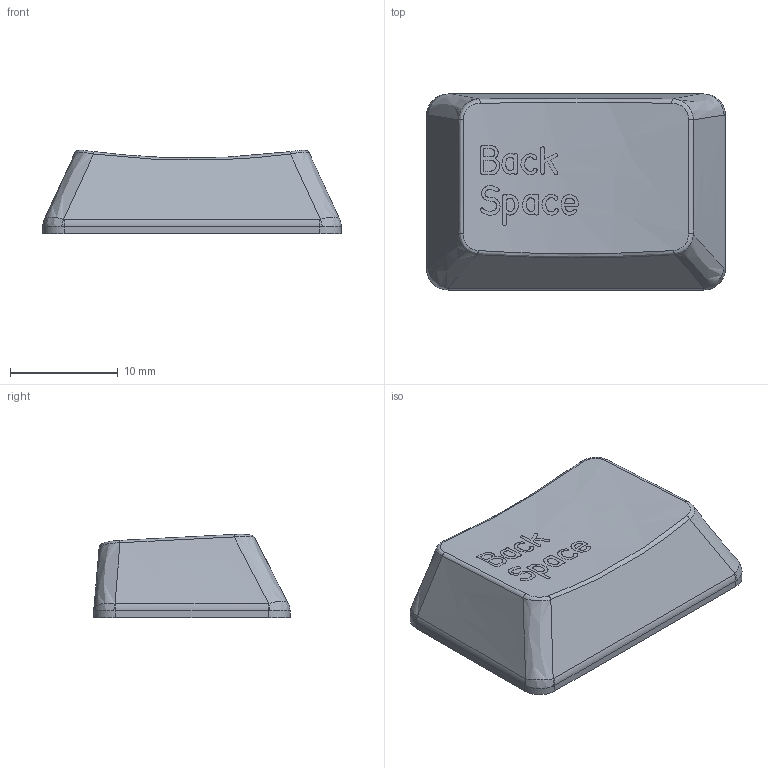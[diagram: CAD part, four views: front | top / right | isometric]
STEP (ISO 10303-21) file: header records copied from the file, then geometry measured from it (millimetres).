
FILE_DESCRIPTION(/* description */ (''),/* implementation_level */ '2;1');
FILE_NAME(/* name */ 'Row_2_1.5u_Back_Space.step',/* time_stamp */ '2021-08-10T00:18:34-05:00',/* author */ (''),/* organization */ (''),/* preprocessor_version */ 'ST-DEVELOPER v18.1',/* originating_system */ 'Autodesk Translation Framework v10.9.0.1377',/* authorisation */ '');
FILE_SCHEMA (('AUTOMOTIVE_DESIGN { 1 0 10303 214 3 1 1 }'));
Length unit declared in the file: millimetre
Products named in the file (1): Row_2_1.5u_Back_Space
Bounding box: 27.69 x 18.16 x 7.73 mm (x, y, z)
Volume: 774.7 mm3; surface area: 1971.1 mm2
Topology: 1 solids, 1 shells, 89 faces, 395 edges, 326 vertices
Faces by surface type: bspline 52, plane 26, cylinder 11
Full cylindrical faces by diameter (mm): 5.5 x1
Entity records: 6215 total; most frequent: CARTESIAN_POINT 3454, ORIENTED_EDGE 790, EDGE_CURVE 395, VERTEX_POINT 326, B_SPLINE_CURVE_WITH_KNOTS 275, DIRECTION 247, EDGE_LOOP 107, FACE_OUTER_BOUND 89
